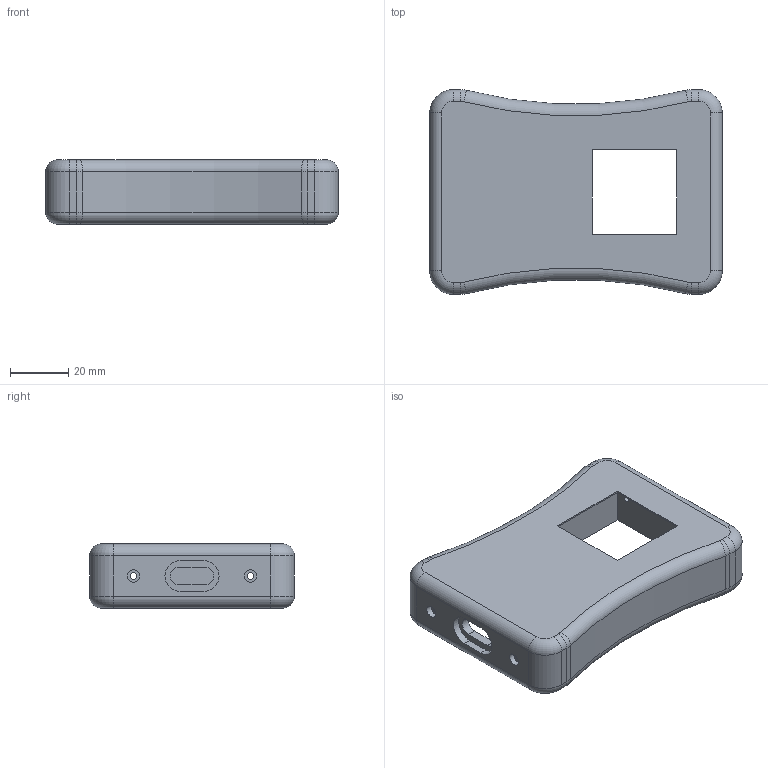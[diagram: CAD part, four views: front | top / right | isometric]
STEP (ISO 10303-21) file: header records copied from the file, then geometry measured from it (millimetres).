
FILE_DESCRIPTION(('Open CASCADE Model'),'2;1');
FILE_NAME('Open CASCADE Shape Model','2024-09-02T14:30:33',('Author'),( 'Open CASCADE'),'Open CASCADE STEP processor 7.7','Open CASCADE 7.7' ,'Unknown');
FILE_SCHEMA(('AUTOMOTIVE_DESIGN { 1 0 10303 214 1 1 1 1 }'));
Length unit declared in the file: millimetre
Products named in the file (1): Open CASCADE STEP translator 7.7 3
Bounding box: 100 x 70 x 22 mm (x, y, z)
Volume: 47171.8 mm3; surface area: 23365.1 mm2
Topology: 1 solids, 1 shells, 85 faces, 196 edges, 120 vertices
Faces by surface type: cylinder 34, plane 31, torus 20
Full cylindrical faces by diameter (mm): 2.2 x4, 4.2 x4
Entity records: 4954 total; most frequent: CARTESIAN_POINT 1030, DIRECTION 730, ORIENTED_EDGE 392, PCURVE 392, DEFINITIONAL_REPRESENTATION 392, LINE 344, VECTOR 344, EDGE_CURVE 196
